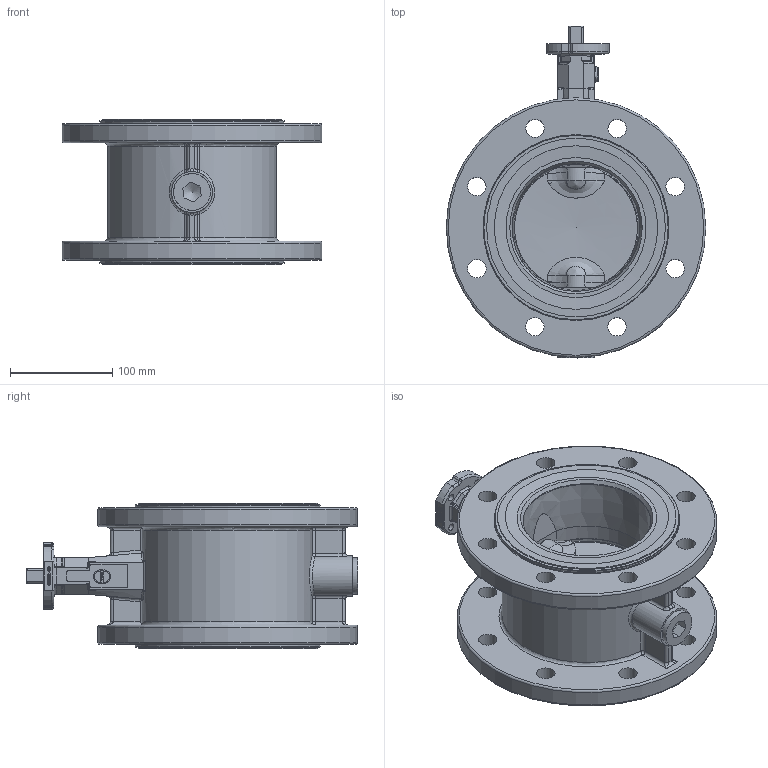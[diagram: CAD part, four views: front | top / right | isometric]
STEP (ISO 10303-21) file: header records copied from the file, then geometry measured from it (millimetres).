
FILE_DESCRIPTION((''),'2;1');
FILE_NAME('F012-A-DN125.stp','2007-09-27T09:09:37',('hellwig'),(''),'Autodesk Inventor 11','Autodesk Inventor 11','');
FILE_SCHEMA(('AUTOMOTIVE_DESIGN { 1 0 10303 214 1 1 1 1 }'));
Length unit declared in the file: millimetre
Products named in the file (1): Bauteil1
Bounding box: 254 x 324.87 x 142 mm (x, y, z)
Volume: 2681873.3 mm3; surface area: 353306.4 mm2
Topology: 1 solids, 6 shells, 692 faces, 1730 edges, 1085 vertices
Faces by surface type: plane 240, bspline 220, cylinder 160, cone 40, torus 30, sphere 2
Full cylindrical faces by diameter (mm): 4 x1, 6 x1, 7 x4, 15 x1, 16.2 x3, 18 x24, 18.18 x3, 24.95 x3, 30 x1, 36 x1, 40 x1, 175 x1, 180.9 x1, 254 x2
Entity records: 31812 total; most frequent: CARTESIAN_POINT 17189, ORIENTED_EDGE 3104, DIRECTION 2605, EDGE_CURVE 1552, VERTEX_POINT 1044, AXIS2_PLACEMENT_3D 977, EDGE_LOOP 916, FACE_OUTER_BOUND 692
